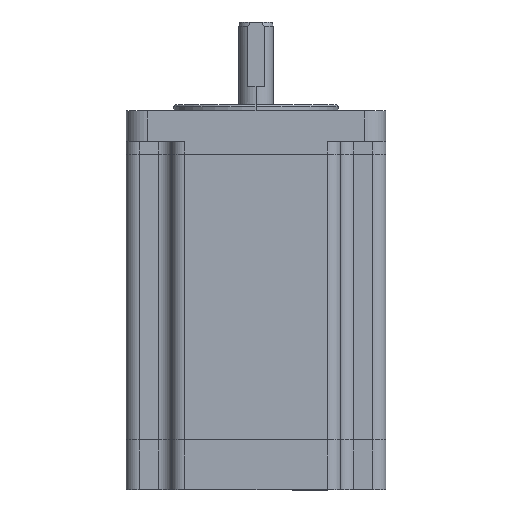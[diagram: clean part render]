
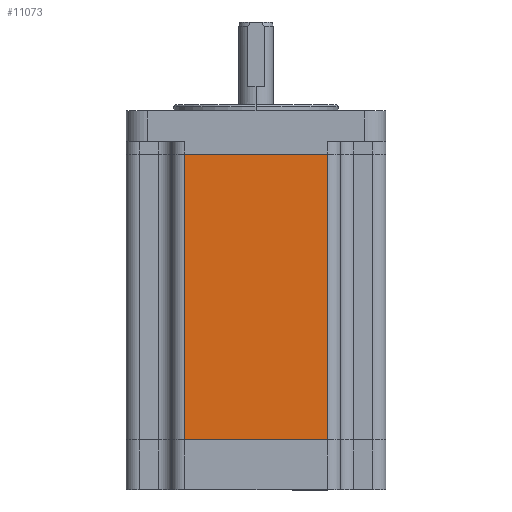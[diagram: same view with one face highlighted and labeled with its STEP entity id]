
A CAD part, top view. The second image highlights one B-rep face of the part: STEP entity #11073.
In plain terms, the highlighted planar face has unit normal (0, 0, 1).
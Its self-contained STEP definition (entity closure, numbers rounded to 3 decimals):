
#233 = LINE ( 'NONE', #234, #9007 ) ;
#234 = CARTESIAN_POINT ( 'NONE',  ( -10.296, 77.49, 47.65 ) ) ;
#235 = DIRECTION ( 'NONE',  ( 1., 0., 0. ) ) ;
#2019 = LINE ( 'NONE', #2020, #10760 ) ;
#2020 = CARTESIAN_POINT ( 'NONE',  ( 34.15, 87.5, 47.65 ) ) ;
#2021 = DIRECTION ( 'NONE',  ( 0., 1., 0. ) ) ;
#2022 = LINE ( 'NONE', #2023, #10761 ) ;
#2023 = CARTESIAN_POINT ( 'NONE',  ( -10.296, 11.51, 47.65 ) ) ;
#2024 = DIRECTION ( 'NONE',  ( 1., 0., 0. ) ) ;
#2025 = LINE ( 'NONE', #2026, #10762 ) ;
#2026 = CARTESIAN_POINT ( 'NONE',  ( 1.15, 87.5, 47.65 ) ) ;
#2027 = DIRECTION ( 'NONE',  ( 0., -1., 0. ) ) ;
#4065 = VERTEX_POINT ( 'NONE', #6337 ) ;
#4066 = VERTEX_POINT ( 'NONE', #6338 ) ;
#4077 = VERTEX_POINT ( 'NONE', #6349 ) ;
#4078 = VERTEX_POINT ( 'NONE', #6350 ) ;
#4724 = EDGE_CURVE ( 'NONE', #4078, #4066, #2019, .T. ) ;
#4796 = EDGE_CURVE ( 'NONE', #4077, #4078, #2022, .T. ) ;
#4797 = EDGE_CURVE ( 'NONE', #4065, #4077, #2025, .T. ) ;
#5105 = EDGE_CURVE ( 'NONE', #4065, #4066, #233, .T. ) ;
#5403 = PLANE ( 'NONE',  #8902 ) ;
#5404 = CARTESIAN_POINT ( 'NONE',  ( -10.296, 87.5, 47.65 ) ) ;
#5405 = DIRECTION ( 'NONE',  ( 0., 0., -1. ) ) ;
#5406 = DIRECTION ( 'NONE',  ( -1., 0., 0. ) ) ;
#6337 = CARTESIAN_POINT ( 'NONE',  ( 1.15, 77.49, 47.65 ) ) ;
#6338 = CARTESIAN_POINT ( 'NONE',  ( 34.15, 77.49, 47.65 ) ) ;
#6349 = CARTESIAN_POINT ( 'NONE',  ( 1.15, 11.51, 47.65 ) ) ;
#6350 = CARTESIAN_POINT ( 'NONE',  ( 34.15, 11.51, 47.65 ) ) ;
#7449 = ORIENTED_EDGE ( 'NONE', *, *, #4797, .T. ) ;
#7450 = ORIENTED_EDGE ( 'NONE', *, *, #4724, .T. ) ;
#7451 = ORIENTED_EDGE ( 'NONE', *, *, #5105, .F. ) ;
#7452 = ORIENTED_EDGE ( 'NONE', *, *, #4796, .T. ) ;
#8896 = FACE_OUTER_BOUND ( 'NONE', #9328, .T. ) ;
#8902 = AXIS2_PLACEMENT_3D ( 'NONE', #5404, #5405, #5406 ) ;
#9007 = VECTOR ( 'NONE', #235, 1000. ) ;
#9328 = EDGE_LOOP ( 'NONE', ( #7452, #7450, #7451, #7449 ) ) ;
#10760 = VECTOR ( 'NONE', #2021, 1000. ) ;
#10761 = VECTOR ( 'NONE', #2024, 1000. ) ;
#10762 = VECTOR ( 'NONE', #2027, 1000. ) ;
#11073 = ADVANCED_FACE ( 'NONE', ( #8896 ), #5403, .F. ) ;
